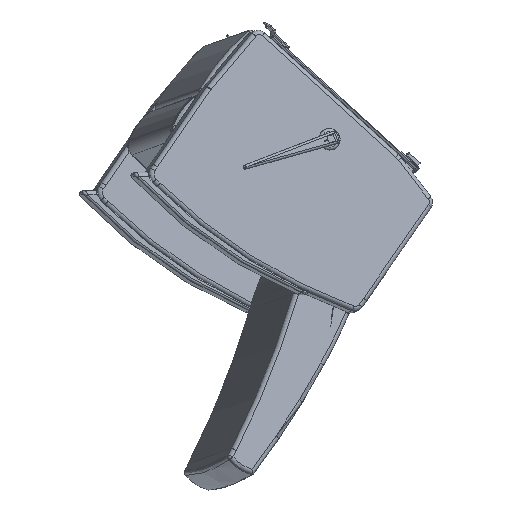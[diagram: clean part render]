
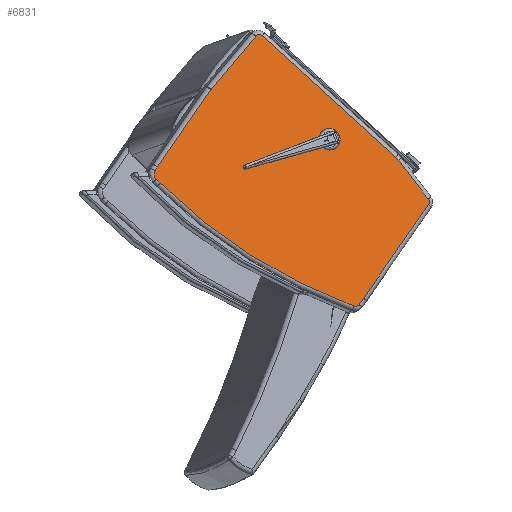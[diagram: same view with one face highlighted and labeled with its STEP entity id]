
A CAD part, left-side view. The second image highlights one B-rep face of the part: STEP entity #6831.
In plain terms, the highlighted face is planar.
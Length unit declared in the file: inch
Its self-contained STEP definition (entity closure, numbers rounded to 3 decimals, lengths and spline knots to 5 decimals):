
#754=CIRCLE('',#7665,59.75);
#758=CIRCLE('',#7671,0.5);
#760=CIRCLE('',#7675,2.5);
#763=CIRCLE('',#7679,0.5);
#767=CIRCLE('',#7684,0.5);
#770=CIRCLE('',#7689,59.75);
#772=CIRCLE('',#7691,0.5);
#773=CIRCLE('',#7694,0.75);
#1337=FACE_OUTER_BOUND('',#1779,.T.);
#1779=EDGE_LOOP('',(#6190,#6191,#6192,#6193,#6194,#6195,#6196,#6197,#6198,
#6199,#6200,#6201,#6202,#6203,#6204));
#2232=LINE('',#14142,#2700);
#2234=LINE('',#14173,#2702);
#2235=LINE('',#14189,#2703);
#2237=LINE('',#14208,#2705);
#2238=LINE('',#14233,#2706);
#2240=LINE('',#14250,#2708);
#2242=LINE('',#14269,#2710);
#2700=VECTOR('',#9628,0.3937);
#2702=VECTOR('',#9636,0.3937);
#2703=VECTOR('',#9645,0.3937);
#2705=VECTOR('',#9655,0.3937);
#2706=VECTOR('',#9666,0.3937);
#2708=VECTOR('',#9676,0.3937);
#2710=VECTOR('',#9690,0.3937);
#3288=VERTEX_POINT('',#14116);
#3289=VERTEX_POINT('',#14127);
#3290=VERTEX_POINT('',#14140);
#3291=VERTEX_POINT('',#14141);
#3294=VERTEX_POINT('',#14169);
#3295=VERTEX_POINT('',#14171);
#3296=VERTEX_POINT('',#14183);
#3297=VERTEX_POINT('',#14187);
#3298=VERTEX_POINT('',#14191);
#3300=VERTEX_POINT('',#14206);
#3302=VERTEX_POINT('',#14225);
#3304=VERTEX_POINT('',#14231);
#3306=VERTEX_POINT('',#14245);
#3307=VERTEX_POINT('',#14253);
#3308=VERTEX_POINT('',#14265);
#4239=EDGE_CURVE('',#3288,#3289,#754,.T.);
#4241=EDGE_CURVE('',#3290,#3291,#2232,.T.);
#4247=EDGE_CURVE('',#3295,#3294,#2234,.T.);
#4249=EDGE_CURVE('',#3296,#3295,#758,.T.);
#4251=EDGE_CURVE('',#3297,#3296,#2235,.T.);
#4253=EDGE_CURVE('',#3298,#3297,#760,.T.);
#4256=EDGE_CURVE('',#3300,#3298,#2237,.T.);
#4258=EDGE_CURVE('',#3302,#3300,#763,.T.);
#4261=EDGE_CURVE('',#3304,#3302,#2238,.T.);
#4264=EDGE_CURVE('',#3306,#3304,#767,.T.);
#4266=EDGE_CURVE('',#3291,#3306,#2240,.T.);
#4269=EDGE_CURVE('',#3307,#3288,#770,.T.);
#4271=EDGE_CURVE('',#3308,#3307,#772,.T.);
#4272=EDGE_CURVE('',#3294,#3308,#2242,.T.);
#4273=EDGE_CURVE('',#3289,#3290,#773,.T.);
#6190=ORIENTED_EDGE('',*,*,#4247,.F.);
#6191=ORIENTED_EDGE('',*,*,#4249,.F.);
#6192=ORIENTED_EDGE('',*,*,#4251,.F.);
#6193=ORIENTED_EDGE('',*,*,#4253,.F.);
#6194=ORIENTED_EDGE('',*,*,#4256,.F.);
#6195=ORIENTED_EDGE('',*,*,#4258,.F.);
#6196=ORIENTED_EDGE('',*,*,#4261,.F.);
#6197=ORIENTED_EDGE('',*,*,#4264,.F.);
#6198=ORIENTED_EDGE('',*,*,#4266,.F.);
#6199=ORIENTED_EDGE('',*,*,#4241,.F.);
#6200=ORIENTED_EDGE('',*,*,#4273,.F.);
#6201=ORIENTED_EDGE('',*,*,#4239,.F.);
#6202=ORIENTED_EDGE('',*,*,#4269,.F.);
#6203=ORIENTED_EDGE('',*,*,#4271,.F.);
#6204=ORIENTED_EDGE('',*,*,#4272,.F.);
#6415=PLANE('',#7700);
#6831=ADVANCED_FACE('',(#1337),#6415,.T.);
#7665=AXIS2_PLACEMENT_3D('',#14128,#9624,#9625);
#7671=AXIS2_PLACEMENT_3D('',#14185,#9639,#9640);
#7675=AXIS2_PLACEMENT_3D('',#14202,#9648,#9649);
#7679=AXIS2_PLACEMENT_3D('',#14227,#9658,#9659);
#7684=AXIS2_PLACEMENT_3D('',#14247,#9670,#9671);
#7689=AXIS2_PLACEMENT_3D('',#14255,#9682,#9683);
#7691=AXIS2_PLACEMENT_3D('',#14267,#9686,#9687);
#7694=AXIS2_PLACEMENT_3D('',#14271,#9693,#9694);
#7700=AXIS2_PLACEMENT_3D('',#14281,#9709,#9710);
#9624=DIRECTION('center_axis',(0.,0.,-1.));
#9625=DIRECTION('ref_axis',(0.05,0.999,0.));
#9628=DIRECTION('',(0.106,-0.994,0.));
#9636=DIRECTION('',(-0.106,0.994,0.));
#9639=DIRECTION('center_axis',(0.,0.,-1.));
#9640=DIRECTION('ref_axis',(-0.735,-0.679,0.));
#9645=DIRECTION('',(-0.983,0.184,0.));
#9648=DIRECTION('center_axis',(0.,0.,-1.));
#9649=DIRECTION('ref_axis',(-0.092,-0.996,0.));
#9655=DIRECTION('',(-1.,-0.001,0.));
#9658=DIRECTION('center_axis',(0.,0.,-1.));
#9659=DIRECTION('ref_axis',(0.712,-0.702,0.));
#9666=DIRECTION('',(0.014,-1.,0.));
#9670=DIRECTION('center_axis',(0.,0.,-1.));
#9671=DIRECTION('ref_axis',(0.998,0.062,0.));
#9676=DIRECTION('',(0.11,-0.994,0.));
#9682=DIRECTION('center_axis',(0.,0.,-1.));
#9683=DIRECTION('ref_axis',(-0.174,0.985,0.));
#9686=DIRECTION('center_axis',(0.,0.,-1.));
#9687=DIRECTION('ref_axis',(-0.859,0.512,0.));
#9690=DIRECTION('',(-0.106,0.994,0.));
#9693=DIRECTION('center_axis',(0.,0.,-1.));
#9694=DIRECTION('ref_axis',(0.669,0.743,0.));
#9709=DIRECTION('center_axis',(0.,0.,1.));
#9710=DIRECTION('ref_axis',(1.,0.,0.));
#14116=CARTESIAN_POINT('',(30.35305,-10.41044,3.));
#14127=CARTESIAN_POINT('',(30.96931,-10.4412,3.));
#14128=CARTESIAN_POINT('Origin',(27.68214,-70.10071,3.));
#14140=CARTESIAN_POINT('',(31.67349,-11.06456,3.));
#14141=CARTESIAN_POINT('',(31.72615,-11.55846,3.));
#14142=CARTESIAN_POINT('',(31.9615,-13.76578,3.));
#14169=CARTESIAN_POINT('',(5.07948,-16.22891,3.));
#14171=CARTESIAN_POINT('',(6.42687,-28.85763,3.));
#14173=CARTESIAN_POINT('',(5.95876,-24.47018,3.));
#14183=CARTESIAN_POINT('',(6.83187,-29.29602,3.));
#14185=CARTESIAN_POINT('Origin',(6.92405,-28.80459,3.));
#14187=CARTESIAN_POINT('',(12.11389,-30.28672,3.));
#14189=CARTESIAN_POINT('',(13.84383,-30.61119,3.));
#14191=CARTESIAN_POINT('',(12.57757,-30.32957,3.));
#14202=CARTESIAN_POINT('Origin',(12.57476,-27.82957,3.));
#14206=CARTESIAN_POINT('',(32.48755,-30.31847,3.));
#14208=CARTESIAN_POINT('',(25.75379,-30.32222,3.));
#14225=CARTESIAN_POINT('',(32.98722,-29.81165,3.));
#14227=CARTESIAN_POINT('Origin',(32.48727,-29.81847,3.));
#14231=CARTESIAN_POINT('',(32.88094,-22.0233,3.));
#14233=CARTESIAN_POINT('',(32.85178,-19.88638,3.));
#14245=CARTESIAN_POINT('',(32.87796,-21.97517,3.));
#14247=CARTESIAN_POINT('Origin',(32.38099,-22.03012,3.));
#14250=CARTESIAN_POINT('',(31.99514,-13.99111,3.));
#14253=CARTESIAN_POINT('',(5.29373,-14.84155,3.));
#14255=CARTESIAN_POINT('Origin',(27.98863,-70.11364,3.));
#14265=CARTESIAN_POINT('',(4.98646,-15.35712,3.));
#14267=CARTESIAN_POINT('Origin',(5.48364,-15.30407,3.));
#14269=CARTESIAN_POINT('',(5.24561,-17.78599,3.));
#14271=CARTESIAN_POINT('Origin',(30.93412,-11.19038,3.));
#14281=CARTESIAN_POINT('Origin',(18.,-18.,3.));
